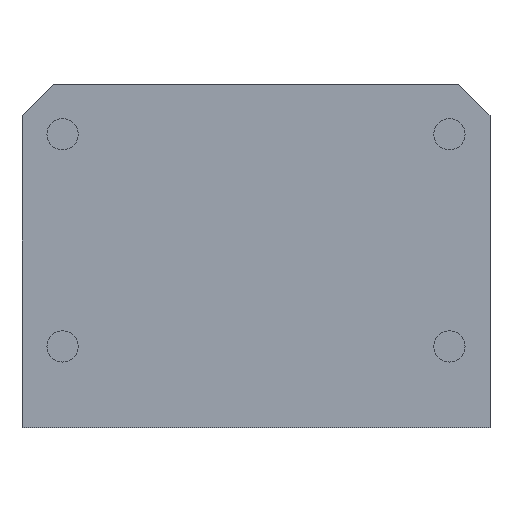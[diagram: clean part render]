
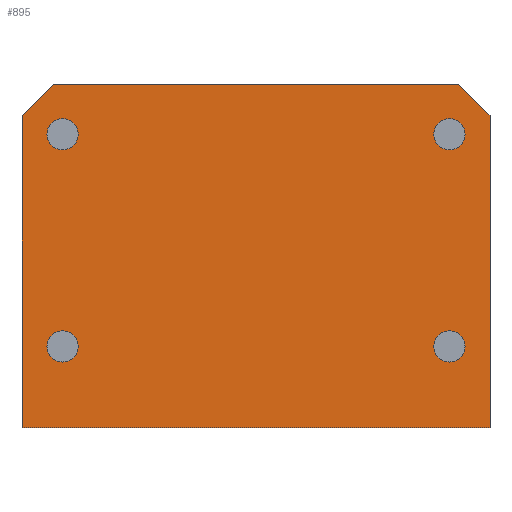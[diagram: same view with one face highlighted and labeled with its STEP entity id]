
A CAD part, front view. The second image highlights one B-rep face of the part: STEP entity #895.
In plain terms, the highlighted planar face has unit normal (0, -1, 0).
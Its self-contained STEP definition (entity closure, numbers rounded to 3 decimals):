
#11 = EDGE_CURVE ( 'NONE', #654, #143, #368, .T. ) ;
#12 = VERTEX_POINT ( 'NONE', #305 ) ;
#30 = VECTOR ( 'NONE', #816, 1000. ) ;
#36 = ORIENTED_EDGE ( 'NONE', *, *, #70, .F. ) ;
#43 = CARTESIAN_POINT ( 'NONE',  ( 6.5, 0., -42. ) ) ;
#48 = CIRCLE ( 'NONE', #1241, 2.5 ) ;
#70 = EDGE_CURVE ( 'NONE', #1113, #12, #1080, .T. ) ;
#71 = CARTESIAN_POINT ( 'NONE',  ( 6.5, 0., -42. ) ) ;
#76 = CARTESIAN_POINT ( 'NONE',  ( 68.5, 0., -39.5 ) ) ;
#80 = EDGE_LOOP ( 'NONE', ( #321, #888, #399, #36, #723, #523 ) ) ;
#81 = CARTESIAN_POINT ( 'NONE',  ( 6.5, 0., -44.5 ) ) ;
#85 = VERTEX_POINT ( 'NONE', #649 ) ;
#87 = ORIENTED_EDGE ( 'NONE', *, *, #429, .F. ) ;
#93 = CARTESIAN_POINT ( 'NONE',  ( 68.5, 0., -10.5 ) ) ;
#107 = DIRECTION ( 'NONE',  ( 0., 0., -1. ) ) ;
#111 = LINE ( 'NONE', #331, #1226 ) ;
#116 = VERTEX_POINT ( 'NONE', #76 ) ;
#125 = AXIS2_PLACEMENT_3D ( 'NONE', #287, #675, #297 ) ;
#126 = VECTOR ( 'NONE', #1135, 1000. ) ;
#135 = ORIENTED_EDGE ( 'NONE', *, *, #590, .F. ) ;
#143 = VERTEX_POINT ( 'NONE', #1111 ) ;
#146 = CIRCLE ( 'NONE', #1268, 2.5 ) ;
#177 = EDGE_CURVE ( 'NONE', #1125, #943, #350, .T. ) ;
#184 = EDGE_CURVE ( 'NONE', #943, #1125, #48, .T. ) ;
#195 = FACE_BOUND ( 'NONE', #525, .T. ) ;
#247 = DIRECTION ( 'NONE',  ( 0., 0., -1. ) ) ;
#271 = DIRECTION ( 'NONE',  ( 0., -1., 0. ) ) ;
#273 = AXIS2_PLACEMENT_3D ( 'NONE', #700, #517, #612 ) ;
#286 = EDGE_LOOP ( 'NONE', ( #135, #544 ) ) ;
#287 = CARTESIAN_POINT ( 'NONE',  ( 0., 0., 0. ) ) ;
#297 = DIRECTION ( 'NONE',  ( 0., 0., -1. ) ) ;
#301 = VERTEX_POINT ( 'NONE', #81 ) ;
#305 = CARTESIAN_POINT ( 'NONE',  ( 0., 0., -55. ) ) ;
#311 = AXIS2_PLACEMENT_3D ( 'NONE', #43, #420, #247 ) ;
#321 = ORIENTED_EDGE ( 'NONE', *, *, #1008, .F. ) ;
#325 = ORIENTED_EDGE ( 'NONE', *, *, #1062, .F. ) ;
#331 = CARTESIAN_POINT ( 'NONE',  ( 0., 0., 0. ) ) ;
#334 = AXIS2_PLACEMENT_3D ( 'NONE', #71, #271, #844 ) ;
#344 = CARTESIAN_POINT ( 'NONE',  ( 68.5, 0., -8. ) ) ;
#350 = CIRCLE ( 'NONE', #1077, 2.5 ) ;
#355 = CARTESIAN_POINT ( 'NONE',  ( 2.5, 0., -2.5 ) ) ;
#360 = DIRECTION ( 'NONE',  ( 0., -1., 0. ) ) ;
#365 = DIRECTION ( 'NONE',  ( 0., 0., -1. ) ) ;
#368 = CIRCLE ( 'NONE', #530, 2.5 ) ;
#388 = DIRECTION ( 'NONE',  ( 0., 0., -1. ) ) ;
#391 = VERTEX_POINT ( 'NONE', #393 ) ;
#393 = CARTESIAN_POINT ( 'NONE',  ( 75., 0., -5. ) ) ;
#394 = DIRECTION ( 'NONE',  ( 0., -1., 0. ) ) ;
#396 = FACE_BOUND ( 'NONE', #286, .T. ) ;
#399 = ORIENTED_EDGE ( 'NONE', *, *, #1107, .F. ) ;
#403 = EDGE_CURVE ( 'NONE', #391, #1113, #586, .T. ) ;
#406 = CARTESIAN_POINT ( 'NONE',  ( 70., 0., 0. ) ) ;
#416 = CARTESIAN_POINT ( 'NONE',  ( 75., 0., -55. ) ) ;
#418 = VERTEX_POINT ( 'NONE', #899 ) ;
#420 = DIRECTION ( 'NONE',  ( 0., -1., 0. ) ) ;
#429 = EDGE_CURVE ( 'NONE', #728, #116, #627, .T. ) ;
#433 = PLANE ( 'NONE',  #125 ) ;
#441 = VECTOR ( 'NONE', #979, 1000. ) ;
#443 = CIRCLE ( 'NONE', #311, 2.5 ) ;
#470 = CARTESIAN_POINT ( 'NONE',  ( 75., 0., -55. ) ) ;
#488 = CARTESIAN_POINT ( 'NONE',  ( 6.5, 0., -5.5 ) ) ;
#489 = CARTESIAN_POINT ( 'NONE',  ( 6.5, 0., -10.5 ) ) ;
#493 = LINE ( 'NONE', #1094, #30 ) ;
#494 = DIRECTION ( 'NONE',  ( 0., 0., -1. ) ) ;
#498 = DIRECTION ( 'NONE',  ( 0., 0., 1. ) ) ;
#517 = DIRECTION ( 'NONE',  ( 0., -1., 0. ) ) ;
#520 = VERTEX_POINT ( 'NONE', #406 ) ;
#523 = ORIENTED_EDGE ( 'NONE', *, *, #843, .T. ) ;
#525 = EDGE_LOOP ( 'NONE', ( #641, #832 ) ) ;
#527 = EDGE_LOOP ( 'NONE', ( #87, #325 ) ) ;
#530 = AXIS2_PLACEMENT_3D ( 'NONE', #883, #394, #388 ) ;
#539 = EDGE_CURVE ( 'NONE', #604, #301, #443, .T. ) ;
#542 = DIRECTION ( 'NONE',  ( 0., 0., -1. ) ) ;
#544 = ORIENTED_EDGE ( 'NONE', *, *, #539, .F. ) ;
#545 = DIRECTION ( 'NONE',  ( 0., -1., 0. ) ) ;
#570 = VECTOR ( 'NONE', #498, 1000. ) ;
#578 = FACE_BOUND ( 'NONE', #527, .T. ) ;
#586 = LINE ( 'NONE', #998, #1202 ) ;
#590 = EDGE_CURVE ( 'NONE', #301, #604, #951, .T. ) ;
#597 = DIRECTION ( 'NONE',  ( 0., 0., -1. ) ) ;
#604 = VERTEX_POINT ( 'NONE', #1146 ) ;
#607 = ORIENTED_EDGE ( 'NONE', *, *, #177, .F. ) ;
#612 = DIRECTION ( 'NONE',  ( 0., 0., -1. ) ) ;
#627 = CIRCLE ( 'NONE', #1159, 2.5 ) ;
#641 = ORIENTED_EDGE ( 'NONE', *, *, #11, .F. ) ;
#644 = CARTESIAN_POINT ( 'NONE',  ( 68.5, 0., -42. ) ) ;
#649 = CARTESIAN_POINT ( 'NONE',  ( 5., 0., 0. ) ) ;
#654 = VERTEX_POINT ( 'NONE', #93 ) ;
#675 = DIRECTION ( 'NONE',  ( 0., -1., 0. ) ) ;
#700 = CARTESIAN_POINT ( 'NONE',  ( 68.5, 0., -42. ) ) ;
#723 = ORIENTED_EDGE ( 'NONE', *, *, #403, .F. ) ;
#728 = VERTEX_POINT ( 'NONE', #1090 ) ;
#740 = LINE ( 'NONE', #355, #126 ) ;
#810 = CARTESIAN_POINT ( 'NONE',  ( 6.5, 0., -8. ) ) ;
#813 = DIRECTION ( 'NONE',  ( 1., 0., 0. ) ) ;
#816 = DIRECTION ( 'NONE',  ( -0.707, 0., 0.707 ) ) ;
#829 = CIRCLE ( 'NONE', #273, 2.5 ) ;
#832 = ORIENTED_EDGE ( 'NONE', *, *, #1148, .F. ) ;
#836 = EDGE_LOOP ( 'NONE', ( #607, #1028 ) ) ;
#843 = EDGE_CURVE ( 'NONE', #391, #520, #493, .T. ) ;
#844 = DIRECTION ( 'NONE',  ( 0., 0., -1. ) ) ;
#883 = CARTESIAN_POINT ( 'NONE',  ( 68.5, 0., -8. ) ) ;
#885 = FACE_OUTER_BOUND ( 'NONE', #80, .T. ) ;
#888 = ORIENTED_EDGE ( 'NONE', *, *, #1235, .T. ) ;
#894 = DIRECTION ( 'NONE',  ( 0., -1., 0. ) ) ;
#895 = ADVANCED_FACE ( 'NONE', ( #195, #396, #578, #988, #885 ), #433, .T. ) ;
#899 = CARTESIAN_POINT ( 'NONE',  ( 0., 0., -5. ) ) ;
#917 = CARTESIAN_POINT ( 'NONE',  ( 0., 0., 0. ) ) ;
#943 = VERTEX_POINT ( 'NONE', #488 ) ;
#951 = CIRCLE ( 'NONE', #334, 2.5 ) ;
#979 = DIRECTION ( 'NONE',  ( -1., 0., 0. ) ) ;
#988 = FACE_BOUND ( 'NONE', #836, .T. ) ;
#994 = CARTESIAN_POINT ( 'NONE',  ( 6.5, 0., -8. ) ) ;
#998 = CARTESIAN_POINT ( 'NONE',  ( 75., 0., 0. ) ) ;
#1008 = EDGE_CURVE ( 'NONE', #85, #520, #111, .T. ) ;
#1028 = ORIENTED_EDGE ( 'NONE', *, *, #184, .F. ) ;
#1062 = EDGE_CURVE ( 'NONE', #116, #728, #829, .T. ) ;
#1077 = AXIS2_PLACEMENT_3D ( 'NONE', #810, #1213, #494 ) ;
#1080 = LINE ( 'NONE', #470, #441 ) ;
#1090 = CARTESIAN_POINT ( 'NONE',  ( 68.5, 0., -44.5 ) ) ;
#1094 = CARTESIAN_POINT ( 'NONE',  ( 35., 0., 35. ) ) ;
#1097 = LINE ( 'NONE', #917, #570 ) ;
#1107 = EDGE_CURVE ( 'NONE', #12, #418, #1097, .T. ) ;
#1111 = CARTESIAN_POINT ( 'NONE',  ( 68.5, 0., -5.5 ) ) ;
#1113 = VERTEX_POINT ( 'NONE', #416 ) ;
#1125 = VERTEX_POINT ( 'NONE', #489 ) ;
#1135 = DIRECTION ( 'NONE',  ( -0.707, 0., -0.707 ) ) ;
#1146 = CARTESIAN_POINT ( 'NONE',  ( 6.5, 0., -39.5 ) ) ;
#1148 = EDGE_CURVE ( 'NONE', #143, #654, #146, .T. ) ;
#1159 = AXIS2_PLACEMENT_3D ( 'NONE', #644, #545, #365 ) ;
#1202 = VECTOR ( 'NONE', #107, 1000. ) ;
#1213 = DIRECTION ( 'NONE',  ( 0., -1., 0. ) ) ;
#1226 = VECTOR ( 'NONE', #813, 1000. ) ;
#1235 = EDGE_CURVE ( 'NONE', #85, #418, #740, .T. ) ;
#1241 = AXIS2_PLACEMENT_3D ( 'NONE', #994, #894, #597 ) ;
#1268 = AXIS2_PLACEMENT_3D ( 'NONE', #344, #360, #542 ) ;
